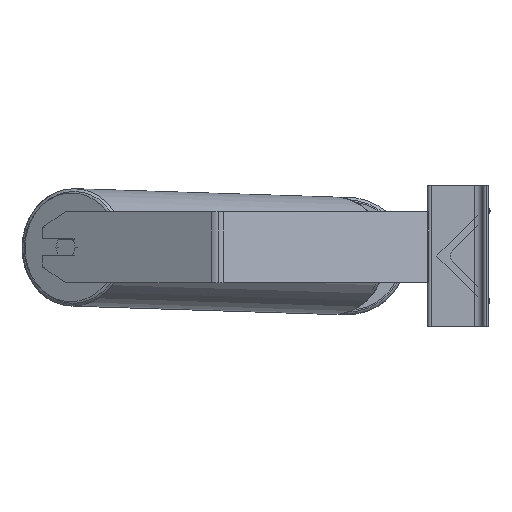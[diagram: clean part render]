
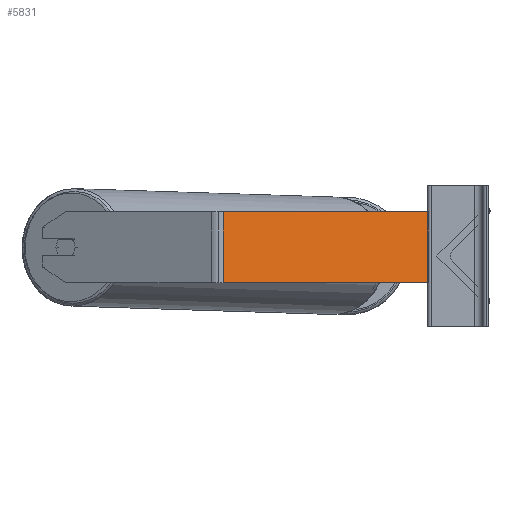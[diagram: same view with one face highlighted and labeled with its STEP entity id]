
A CAD part, left-side view. The second image highlights one B-rep face of the part: STEP entity #5831.
In plain terms, the highlighted planar face has unit normal (-0.94, -0.342, 0).
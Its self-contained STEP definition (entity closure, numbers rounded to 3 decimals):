
#419 = VERTEX_POINT ( 'NONE', #9233 ) ;
#537 = EDGE_CURVE ( 'NONE', #8627, #419, #2663, .T. ) ;
#708 = DIRECTION ( 'NONE',  ( 0., 0., -1. ) ) ;
#1123 = VERTEX_POINT ( 'NONE', #2969 ) ;
#1414 = EDGE_LOOP ( 'NONE', ( #4258, #2805, #8251, #5028 ) ) ;
#1469 = LINE ( 'NONE', #3919, #3417 ) ;
#2663 = LINE ( 'NONE', #6797, #3170 ) ;
#2805 = ORIENTED_EDGE ( 'NONE', *, *, #3070, .F. ) ;
#2969 = CARTESIAN_POINT ( 'NONE',  ( -887.518, 8.948, -30. ) ) ;
#3066 = FACE_OUTER_BOUND ( 'NONE', #1414, .T. ) ;
#3070 = EDGE_CURVE ( 'NONE', #419, #1123, #3272, .T. ) ;
#3170 = VECTOR ( 'NONE', #4910, 1000. ) ;
#3272 = LINE ( 'NONE', #9001, #7469 ) ;
#3417 = VECTOR ( 'NONE', #708, 1000. ) ;
#3864 = PLANE ( 'NONE',  #7159 ) ;
#3919 = CARTESIAN_POINT ( 'NONE',  ( -972.27, 241.804, 50. ) ) ;
#3936 = CARTESIAN_POINT ( 'NONE',  ( -972.27, 241.804, 50. ) ) ;
#4130 = VECTOR ( 'NONE', #9044, 1000. ) ;
#4258 = ORIENTED_EDGE ( 'NONE', *, *, #9866, .T. ) ;
#4798 = DIRECTION ( 'NONE',  ( 0., 0., -1. ) ) ;
#4898 = EDGE_CURVE ( 'NONE', #8627, #10540, #1469, .T. ) ;
#4910 = DIRECTION ( 'NONE',  ( 0.342, -0.94, 0. ) ) ;
#5028 = ORIENTED_EDGE ( 'NONE', *, *, #4898, .T. ) ;
#5767 = CARTESIAN_POINT ( 'NONE',  ( -972.27, 241.804, -30. ) ) ;
#5831 = ADVANCED_FACE ( 'NONE', ( #3066 ), #3864, .F. ) ;
#6797 = CARTESIAN_POINT ( 'NONE',  ( -974.822, 248.815, 50. ) ) ;
#7135 = CARTESIAN_POINT ( 'NONE',  ( -974.822, 248.815, 50. ) ) ;
#7159 = AXIS2_PLACEMENT_3D ( 'NONE', #7135, #10428, #7987 ) ;
#7262 = LINE ( 'NONE', #8992, #4130 ) ;
#7469 = VECTOR ( 'NONE', #4798, 1000. ) ;
#7987 = DIRECTION ( 'NONE',  ( -0.342, 0.94, 0. ) ) ;
#8251 = ORIENTED_EDGE ( 'NONE', *, *, #537, .F. ) ;
#8627 = VERTEX_POINT ( 'NONE', #3936 ) ;
#8992 = CARTESIAN_POINT ( 'NONE',  ( -974.822, 248.815, -30. ) ) ;
#9001 = CARTESIAN_POINT ( 'NONE',  ( -887.518, 8.948, 50. ) ) ;
#9044 = DIRECTION ( 'NONE',  ( 0.342, -0.94, 0. ) ) ;
#9233 = CARTESIAN_POINT ( 'NONE',  ( -887.518, 8.948, 50. ) ) ;
#9866 = EDGE_CURVE ( 'NONE', #10540, #1123, #7262, .T. ) ;
#10428 = DIRECTION ( 'NONE',  ( 0.94, 0.342, 0. ) ) ;
#10540 = VERTEX_POINT ( 'NONE', #5767 ) ;
